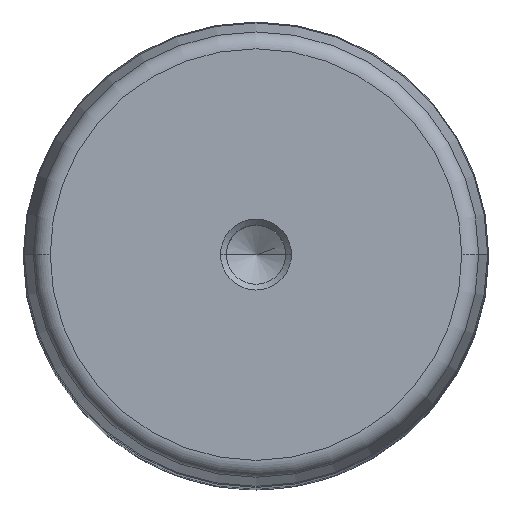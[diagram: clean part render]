
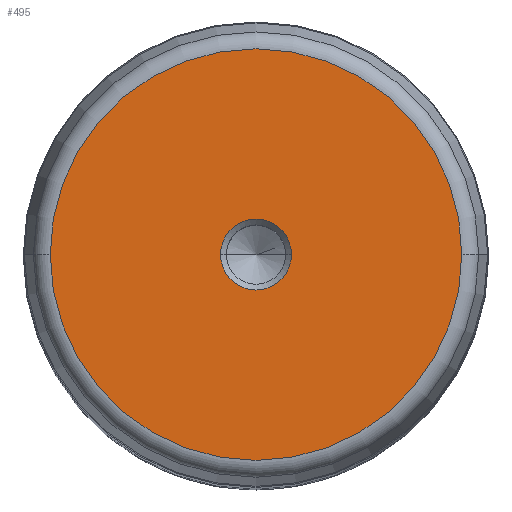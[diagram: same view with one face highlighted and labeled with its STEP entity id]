
A CAD part, top view. The second image highlights one B-rep face of the part: STEP entity #495.
In plain terms, the highlighted planar face has unit normal (0, 0, 1).
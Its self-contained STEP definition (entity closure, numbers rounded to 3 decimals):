
#15 = CARTESIAN_POINT ( 'NONE',  ( 0., 0., 280. ) ) ;
#30 = DIRECTION ( 'NONE',  ( 1., 0., 0. ) ) ;
#52 = AXIS2_PLACEMENT_3D ( 'NONE', #2787, #912, #1972 ) ;
#128 = ORIENTED_EDGE ( 'NONE', *, *, #2361, .T. ) ;
#188 = ORIENTED_EDGE ( 'NONE', *, *, #1380, .F. ) ;
#205 = FACE_OUTER_BOUND ( 'NONE', #2468, .T. ) ;
#416 = VERTEX_POINT ( 'NONE', #1837 ) ;
#495 = ADVANCED_FACE ( 'NONE', ( #779, #205 ), #1322, .T. ) ;
#658 = ORIENTED_EDGE ( 'NONE', *, *, #872, .F. ) ;
#774 = DIRECTION ( 'NONE',  ( 0., 0., -1. ) ) ;
#779 = FACE_BOUND ( 'NONE', #1838, .T. ) ;
#872 = EDGE_CURVE ( 'NONE', #897, #416, #902, .T. ) ;
#897 = VERTEX_POINT ( 'NONE', #1876 ) ;
#902 = CIRCLE ( 'NONE', #1321, 35.379 ) ;
#912 = DIRECTION ( 'NONE',  ( 0., 0., -1. ) ) ;
#976 = AXIS2_PLACEMENT_3D ( 'NONE', #1053, #1090, #30 ) ;
#1053 = CARTESIAN_POINT ( 'NONE',  ( 0., 0., 280. ) ) ;
#1090 = DIRECTION ( 'NONE',  ( 0., 0., 1. ) ) ;
#1180 = DIRECTION ( 'NONE',  ( 0., 0., -1. ) ) ;
#1195 = CIRCLE ( 'NONE', #2751, 6.1 ) ;
#1321 = AXIS2_PLACEMENT_3D ( 'NONE', #15, #774, #2621 ) ;
#1322 = PLANE ( 'NONE',  #976 ) ;
#1380 = EDGE_CURVE ( 'NONE', #416, #897, #3461, .T. ) ;
#1456 = ORIENTED_EDGE ( 'NONE', *, *, #3329, .T. ) ;
#1677 = DIRECTION ( 'NONE',  ( 0., 0., -1. ) ) ;
#1837 = CARTESIAN_POINT ( 'NONE',  ( -35.379, 0., 280. ) ) ;
#1838 = EDGE_LOOP ( 'NONE', ( #1456, #128 ) ) ;
#1876 = CARTESIAN_POINT ( 'NONE',  ( 35.379, 0., 280. ) ) ;
#1889 = AXIS2_PLACEMENT_3D ( 'NONE', #2234, #1180, #2024 ) ;
#1972 = DIRECTION ( 'NONE',  ( -1., 0., 0. ) ) ;
#2024 = DIRECTION ( 'NONE',  ( 1., 0., 0. ) ) ;
#2225 = DIRECTION ( 'NONE',  ( 1., 0., 0. ) ) ;
#2233 = VERTEX_POINT ( 'NONE', #2424 ) ;
#2234 = CARTESIAN_POINT ( 'NONE',  ( 0., 0., 280. ) ) ;
#2361 = EDGE_CURVE ( 'NONE', #3126, #2233, #1195, .T. ) ;
#2424 = CARTESIAN_POINT ( 'NONE',  ( 6.1, 0., 280. ) ) ;
#2468 = EDGE_LOOP ( 'NONE', ( #188, #658 ) ) ;
#2621 = DIRECTION ( 'NONE',  ( -1., 0., 0. ) ) ;
#2751 = AXIS2_PLACEMENT_3D ( 'NONE', #3261, #1677, #2225 ) ;
#2787 = CARTESIAN_POINT ( 'NONE',  ( 0., 0., 280. ) ) ;
#3095 = CIRCLE ( 'NONE', #1889, 6.1 ) ;
#3126 = VERTEX_POINT ( 'NONE', #3350 ) ;
#3261 = CARTESIAN_POINT ( 'NONE',  ( 0., 0., 280. ) ) ;
#3329 = EDGE_CURVE ( 'NONE', #2233, #3126, #3095, .T. ) ;
#3350 = CARTESIAN_POINT ( 'NONE',  ( -6.1, 0., 280. ) ) ;
#3461 = CIRCLE ( 'NONE', #52, 35.379 ) ;
